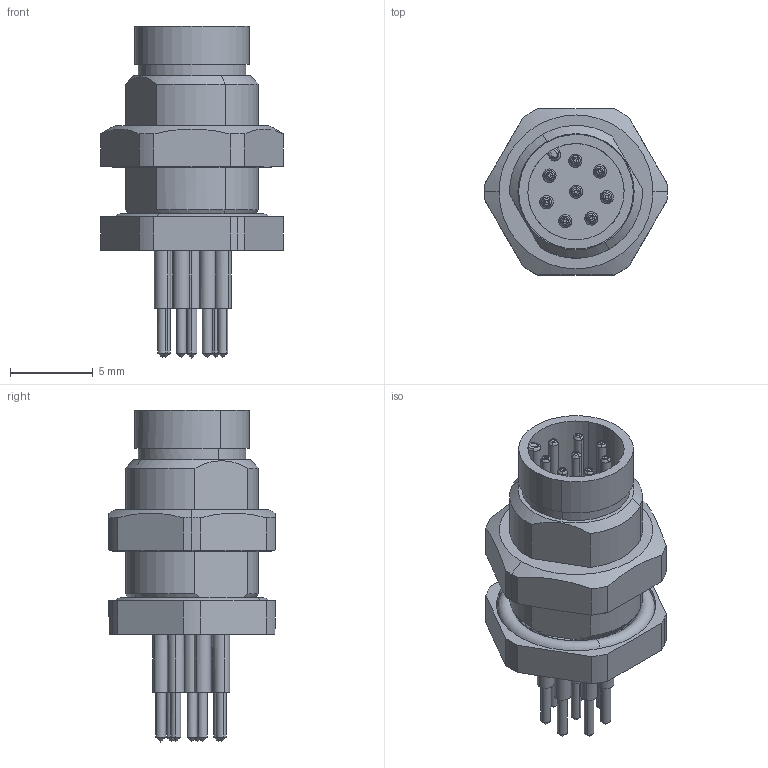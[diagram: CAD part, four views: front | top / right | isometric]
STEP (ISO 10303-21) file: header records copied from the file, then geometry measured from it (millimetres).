
FILE_DESCRIPTION(('CATIA V5 STEP Exchange','CAx-IF Rec.Pracs.--- Model Styling and Organization---1.4--- 2014-01-23'),'2;1');
FILE_NAME ('030235-2_1_2421690000_2421690000.stp','2021-01-05T09:56:16+00:00',('none'),('Weidmueller'),'CATIA Version 5-6 Release 2016 SP3 HF44','CATIA V5 STEP AP214','none');
FILE_SCHEMA(('AUTOMOTIVE_DESIGN { 1 0 10303 214 1 1 1 1 }'));
Length unit declared in the file: millimetre
Products named in the file (1): 2421690000
Bounding box: 11 x 10 x 20 mm (x, y, z)
Volume: 676 mm3; surface area: 1046.3 mm2
Topology: 20 solids, 20 shells, 336 faces, 742 edges, 453 vertices
Faces by surface type: cylinder 132, plane 80, bspline 68, cone 54, torus 2
Entity records: 9545 total; most frequent: CARTESIAN_POINT 3317, ORIENTED_EDGE 1452, DIRECTION 917, EDGE_CURVE 726, AXIS2_PLACEMENT_3D 460, VERTEX_POINT 453, EDGE_LOOP 361, ADVANCED_FACE 336
